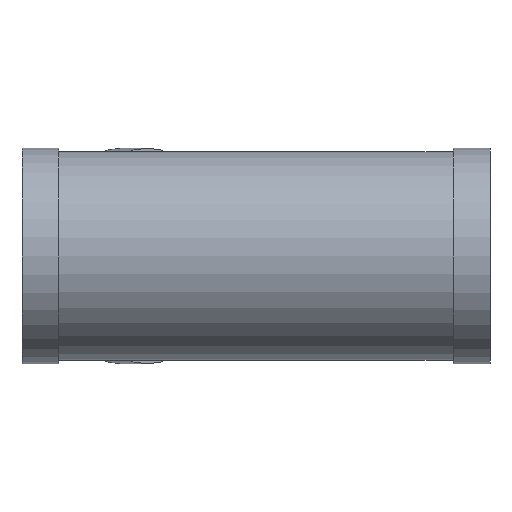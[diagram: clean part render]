
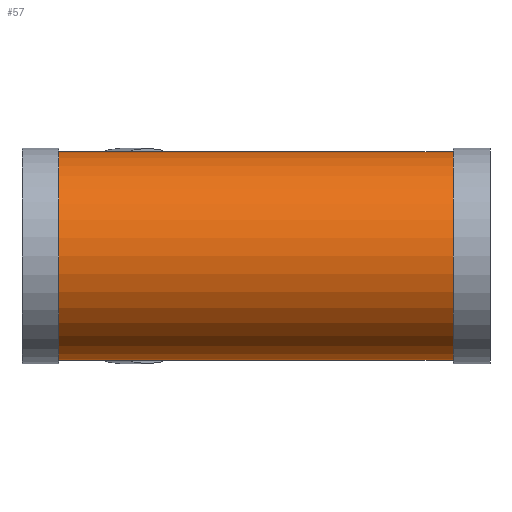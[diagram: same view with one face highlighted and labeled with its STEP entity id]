
A CAD part, front view. The second image highlights one B-rep face of the part: STEP entity #57.
In plain terms, the highlighted cylindrical face has radius 125 mm (diameter 250 mm), a full revolution.
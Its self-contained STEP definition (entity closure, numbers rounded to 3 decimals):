
#57 = ADVANCED_FACE( '', ( #126, #127, #128 ), #129, .T. );
#126 = FACE_OUTER_BOUND( '', #211, .T. );
#127 = FACE_BOUND( '', #212, .T. );
#128 = FACE_OUTER_BOUND( '', #213, .T. );
#129 = CYLINDRICAL_SURFACE( '', #214, 125. );
#211 = EDGE_LOOP( '', ( #304 ) );
#212 = EDGE_LOOP( '', ( #305, #306 ) );
#213 = EDGE_LOOP( '', ( #307 ) );
#214 = AXIS2_PLACEMENT_3D( '', #308, #309, #310 );
#304 = ORIENTED_EDGE( '', *, *, #401, .T. );
#305 = ORIENTED_EDGE( '', *, *, #402, .F. );
#306 = ORIENTED_EDGE( '', *, *, #403, .F. );
#307 = ORIENTED_EDGE( '', *, *, #399, .F. );
#308 = CARTESIAN_POINT( '', ( 280., 0., 0. ) );
#309 = DIRECTION( '', ( -1., 0., 0. ) );
#310 = DIRECTION( '', ( 0., 0., -1. ) );
#399 = EDGE_CURVE( '', #451, #451, #452, .T. );
#401 = EDGE_CURVE( '', #454, #454, #455, .T. );
#402 = EDGE_CURVE( '', #456, #457, #458, .F. );
#403 = EDGE_CURVE( '', #457, #456, #459, .F. );
#451 = VERTEX_POINT( '', #514 );
#452 = CIRCLE( '', #515, 125. );
#454 = VERTEX_POINT( '', #517 );
#455 = CIRCLE( '', #518, 125. );
#456 = VERTEX_POINT( '', #519 );
#457 = VERTEX_POINT( '', #520 );
#458 = ELLIPSE( '', #521, 326.641, 125. );
#459 = ELLIPSE( '', #522, 135.299, 125. );
#514 = CARTESIAN_POINT( '', ( 236., 0., -125. ) );
#515 = AXIS2_PLACEMENT_3D( '', #581, #582, #583 );
#517 = CARTESIAN_POINT( '', ( -236., 0., -125. ) );
#518 = AXIS2_PLACEMENT_3D( '', #584, #585, #586 );
#519 = CARTESIAN_POINT( '', ( 125., 0., -125. ) );
#520 = CARTESIAN_POINT( '', ( 125., 0., 125. ) );
#521 = AXIS2_PLACEMENT_3D( '', #587, #588, #589 );
#522 = AXIS2_PLACEMENT_3D( '', #590, #591, #592 );
#581 = CARTESIAN_POINT( '', ( 236., 0., 0. ) );
#582 = DIRECTION( '', ( 1., 0., 0. ) );
#583 = DIRECTION( '', ( 0., 0., -1. ) );
#584 = CARTESIAN_POINT( '', ( -236., 0., 0. ) );
#585 = DIRECTION( '', ( 1., 0., 0. ) );
#586 = DIRECTION( '', ( 0., 0., -1. ) );
#587 = CARTESIAN_POINT( '', ( 125., 0., 0. ) );
#588 = DIRECTION( '', ( -0.383, -0.924, 0. ) );
#589 = DIRECTION( '', ( 0.924, -0.383, 0. ) );
#590 = CARTESIAN_POINT( '', ( 125., 0., 0. ) );
#591 = DIRECTION( '', ( 0.924, -0.383, 0. ) );
#592 = DIRECTION( '', ( -0.383, -0.924, 0. ) );
